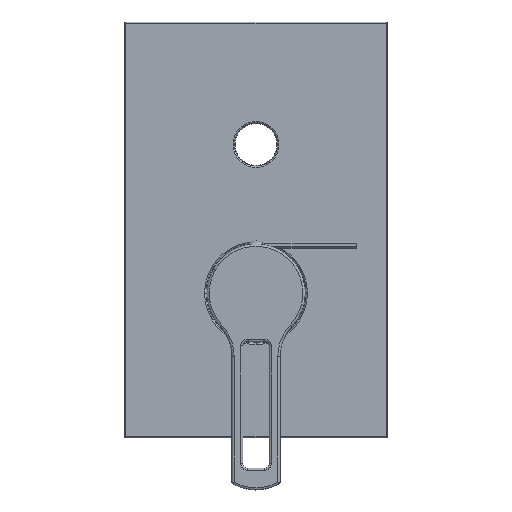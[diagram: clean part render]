
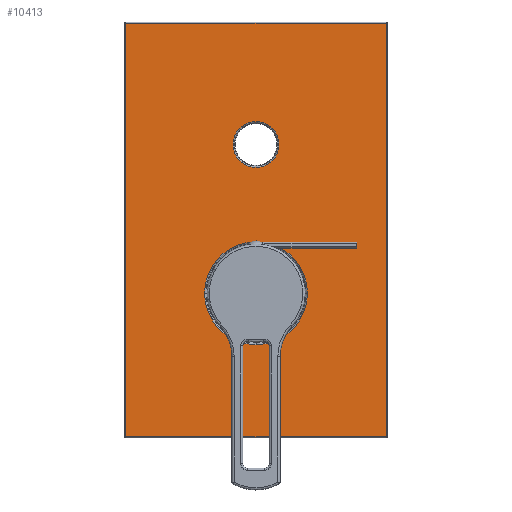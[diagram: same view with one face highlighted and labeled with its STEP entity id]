
A CAD part, top view. The second image highlights one B-rep face of the part: STEP entity #10413.
In plain terms, the highlighted face is planar.
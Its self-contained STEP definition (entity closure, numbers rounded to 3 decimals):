
#9634=DIRECTION('',(-1.,0.,0.));
#9635=VECTOR('',#9634,119.);
#9636=CARTESIAN_POINT('',(59.5,8.,-94.5));
#9637=LINE('',#9636,#9635);
#9641=DIRECTION('',(0.,0.,-1.));
#9642=VECTOR('',#9641,189.);
#9643=CARTESIAN_POINT('',(59.5,8.,94.5));
#9644=LINE('',#9643,#9642);
#9648=DIRECTION('',(1.,0.,0.));
#9649=VECTOR('',#9648,119.);
#9650=CARTESIAN_POINT('',(-59.5,8.,94.5));
#9651=LINE('',#9650,#9649);
#9655=DIRECTION('',(0.,0.,1.));
#9656=VECTOR('',#9655,189.);
#9657=CARTESIAN_POINT('',(-59.5,8.,-94.5));
#9658=LINE('',#9657,#9656);
#9662=CARTESIAN_POINT('',(0.,8.,29.));
#9663=DIRECTION('',(0.,-1.,0.));
#9664=DIRECTION('',(1.,0.,0.));
#9665=AXIS2_PLACEMENT_3D('',#9662,#9663,#9664);
#9670=CARTESIAN_POINT('',(0.,8.,29.));
#9671=DIRECTION('',(0.,-1.,0.));
#9672=DIRECTION('',(-1.,0.,0.));
#9673=AXIS2_PLACEMENT_3D('',#9670,#9671,#9672);
#9678=CARTESIAN_POINT('',(0.,8.,-39.));
#9679=DIRECTION('',(0.,-1.,0.));
#9680=DIRECTION('',(-1.,0.,0.));
#9681=AXIS2_PLACEMENT_3D('',#9678,#9679,#9680);
#9686=CARTESIAN_POINT('',(0.,8.,-39.));
#9687=DIRECTION('',(0.,-1.,0.));
#9688=DIRECTION('',(1.,0.,0.));
#9689=AXIS2_PLACEMENT_3D('',#9686,#9687,#9688);
#10057=CARTESIAN_POINT('',(59.5,8.,-94.5));
#10058=CARTESIAN_POINT('',(-59.5,8.,-94.5));
#10059=VERTEX_POINT('',#10057);
#10060=VERTEX_POINT('',#10058);
#10065=CARTESIAN_POINT('',(-59.5,8.,94.5));
#10066=VERTEX_POINT('',#10065);
#10071=CARTESIAN_POINT('',(59.5,8.,94.5));
#10072=VERTEX_POINT('',#10071);
#10077=CARTESIAN_POINT('',(23.5,8.,29.));
#10078=CARTESIAN_POINT('',(-23.5,8.,29.));
#10079=VERTEX_POINT('',#10077);
#10080=VERTEX_POINT('',#10078);
#10085=CARTESIAN_POINT('',(-10.5,8.,-39.));
#10086=CARTESIAN_POINT('',(10.5,8.,-39.));
#10087=VERTEX_POINT('',#10085);
#10088=VERTEX_POINT('',#10086);
#10387=CARTESIAN_POINT('',(0.,8.,0.));
#10388=DIRECTION('',(0.,1.,0.));
#10389=DIRECTION('',(1.,0.,0.));
#10390=AXIS2_PLACEMENT_3D('',#10387,#10388,#10389);
#10391=PLANE('',#10390);
#10393=ORIENTED_EDGE('',*,*,#10392,.F.);
#10395=ORIENTED_EDGE('',*,*,#10394,.F.);
#10397=ORIENTED_EDGE('',*,*,#10396,.F.);
#10399=ORIENTED_EDGE('',*,*,#10398,.F.);
#10400=EDGE_LOOP('',(#10393,#10395,#10397,#10399));
#10401=FACE_OUTER_BOUND('',#10400,.F.);
#10403=ORIENTED_EDGE('',*,*,#10402,.F.);
#10405=ORIENTED_EDGE('',*,*,#10404,.F.);
#10406=EDGE_LOOP('',(#10403,#10405));
#10407=FACE_BOUND('',#10406,.F.);
#10408=ORIENTED_EDGE('',*,*,#10377,.F.);
#10410=ORIENTED_EDGE('',*,*,#10409,.F.);
#10411=EDGE_LOOP('',(#10408,#10410));
#10412=FACE_BOUND('',#10411,.F.);
#10413=ADVANCED_FACE('',(#10401,#10407,#10412),#10391,.T.);
#9666=CIRCLE('',#9665,23.5);
#9674=CIRCLE('',#9673,23.5);
#9682=CIRCLE('',#9681,10.5);
#9690=CIRCLE('',#9689,10.5);
#10377=EDGE_CURVE('',#10087,#10088,#9682,.T.);
#10392=EDGE_CURVE('',#10059,#10060,#9637,.T.);
#10394=EDGE_CURVE('',#10072,#10059,#9644,.T.);
#10396=EDGE_CURVE('',#10066,#10072,#9651,.T.);
#10398=EDGE_CURVE('',#10060,#10066,#9658,.T.);
#10402=EDGE_CURVE('',#10079,#10080,#9666,.T.);
#10404=EDGE_CURVE('',#10080,#10079,#9674,.T.);
#10409=EDGE_CURVE('',#10088,#10087,#9690,.T.);
